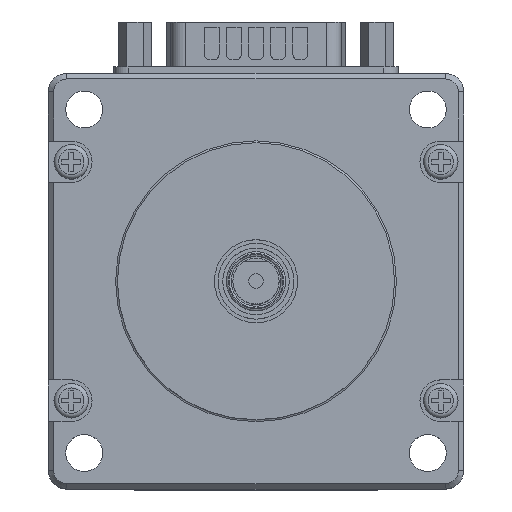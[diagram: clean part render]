
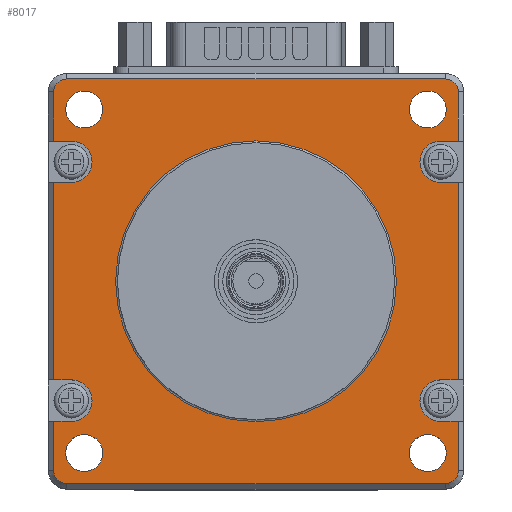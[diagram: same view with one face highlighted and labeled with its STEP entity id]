
A CAD part, top view. The second image highlights one B-rep face of the part: STEP entity #8017.
In plain terms, the highlighted planar face has unit normal (0, 0, 1).
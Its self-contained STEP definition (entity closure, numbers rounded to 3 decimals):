
#154=FACE_BOUND('',#1426,.T.);
#155=FACE_BOUND('',#1427,.T.);
#156=FACE_BOUND('',#1428,.T.);
#157=FACE_BOUND('',#1429,.T.);
#158=FACE_BOUND('',#1430,.T.);
#441=PLANE('',#8851);
#909=FACE_OUTER_BOUND('',#1425,.T.);
#1425=EDGE_LOOP('',(#7239,#7240,#7241,#7242,#7243,#7244,#7245,#7246,#7247,
#7248,#7249,#7250,#7251,#7252,#7253,#7254,#7255,#7256,#7257,#7258,#7259,
#7260,#7261,#7262));
#1426=EDGE_LOOP('',(#7263));
#1427=EDGE_LOOP('',(#7264));
#1428=EDGE_LOOP('',(#7265));
#1429=EDGE_LOOP('',(#7266));
#1430=EDGE_LOOP('',(#7267));
#2215=LINE('',#13507,#3002);
#2216=LINE('',#13509,#3003);
#2217=LINE('',#13513,#3004);
#2218=LINE('',#13517,#3005);
#2219=LINE('',#13519,#3006);
#2220=LINE('',#13523,#3007);
#2221=LINE('',#13525,#3008);
#2222=LINE('',#13527,#3009);
#2223=LINE('',#13531,#3010);
#2224=LINE('',#13533,#3011);
#2225=LINE('',#13537,#3012);
#2226=LINE('',#13541,#3013);
#2227=LINE('',#13542,#3014);
#2228=LINE('',#13544,#3015);
#2229=LINE('',#13546,#3016);
#2230=LINE('',#13547,#3017);
#3002=VECTOR('',#11158,1000.);
#3003=VECTOR('',#11159,1000.);
#3004=VECTOR('',#11162,1000.);
#3005=VECTOR('',#11165,1000.);
#3006=VECTOR('',#11166,1000.);
#3007=VECTOR('',#11169,1000.);
#3008=VECTOR('',#11170,1000.);
#3009=VECTOR('',#11171,1000.);
#3010=VECTOR('',#11174,1000.);
#3011=VECTOR('',#11175,1000.);
#3012=VECTOR('',#11178,1000.);
#3013=VECTOR('',#11181,1000.);
#3014=VECTOR('',#11182,1000.);
#3015=VECTOR('',#11183,1000.);
#3016=VECTOR('',#11184,1000.);
#3017=VECTOR('',#11185,1000.);
#3275=CIRCLE('',#8716,2.858);
#3277=CIRCLE('',#8719,2.858);
#3283=CIRCLE('',#8727,19.304);
#3285=CIRCLE('',#8731,2.54);
#3287=CIRCLE('',#8734,2.54);
#3289=CIRCLE('',#8737,2.54);
#3291=CIRCLE('',#8740,2.54);
#3353=CIRCLE('',#8852,1.778);
#3354=CIRCLE('',#8853,1.778);
#3355=CIRCLE('',#8854,2.858);
#3356=CIRCLE('',#8855,2.858);
#3357=CIRCLE('',#8856,1.778);
#3358=CIRCLE('',#8857,1.778);
#3945=VERTEX_POINT('',#13144);
#3946=VERTEX_POINT('',#13146);
#3949=VERTEX_POINT('',#13153);
#3950=VERTEX_POINT('',#13155);
#3955=VERTEX_POINT('',#13169);
#3957=VERTEX_POINT('',#13177);
#3959=VERTEX_POINT('',#13183);
#3961=VERTEX_POINT('',#13189);
#3963=VERTEX_POINT('',#13195);
#4069=VERTEX_POINT('',#13506);
#4070=VERTEX_POINT('',#13508);
#4071=VERTEX_POINT('',#13510);
#4072=VERTEX_POINT('',#13512);
#4073=VERTEX_POINT('',#13514);
#4074=VERTEX_POINT('',#13516);
#4075=VERTEX_POINT('',#13518);
#4076=VERTEX_POINT('',#13520);
#4077=VERTEX_POINT('',#13522);
#4078=VERTEX_POINT('',#13524);
#4079=VERTEX_POINT('',#13526);
#4080=VERTEX_POINT('',#13528);
#4081=VERTEX_POINT('',#13530);
#4082=VERTEX_POINT('',#13532);
#4083=VERTEX_POINT('',#13534);
#4084=VERTEX_POINT('',#13536);
#4085=VERTEX_POINT('',#13538);
#4086=VERTEX_POINT('',#13540);
#4087=VERTEX_POINT('',#13543);
#4088=VERTEX_POINT('',#13545);
#4968=EDGE_CURVE('',#3946,#3945,#3275,.T.);
#4972=EDGE_CURVE('',#3949,#3950,#3277,.T.);
#4980=EDGE_CURVE('',#3955,#3955,#3283,.T.);
#4983=EDGE_CURVE('',#3957,#3957,#3285,.T.);
#4986=EDGE_CURVE('',#3959,#3959,#3287,.T.);
#4989=EDGE_CURVE('',#3961,#3961,#3289,.T.);
#4992=EDGE_CURVE('',#3963,#3963,#3291,.T.);
#5147=EDGE_CURVE('',#3945,#4069,#2215,.T.);
#5148=EDGE_CURVE('',#4069,#4070,#2216,.T.);
#5149=EDGE_CURVE('',#4070,#4071,#3353,.T.);
#5150=EDGE_CURVE('',#4071,#4072,#2217,.T.);
#5151=EDGE_CURVE('',#4072,#4073,#3354,.T.);
#5152=EDGE_CURVE('',#4073,#4074,#2218,.T.);
#5153=EDGE_CURVE('',#4075,#4074,#2219,.T.);
#5154=EDGE_CURVE('',#4076,#4075,#3355,.T.);
#5155=EDGE_CURVE('',#4077,#4076,#2220,.T.);
#5156=EDGE_CURVE('',#4077,#4078,#2221,.T.);
#5157=EDGE_CURVE('',#4078,#4079,#2222,.T.);
#5158=EDGE_CURVE('',#4079,#4080,#3356,.T.);
#5159=EDGE_CURVE('',#4080,#4081,#2223,.T.);
#5160=EDGE_CURVE('',#4081,#4082,#2224,.T.);
#5161=EDGE_CURVE('',#4082,#4083,#3357,.T.);
#5162=EDGE_CURVE('',#4083,#4084,#2225,.T.);
#5163=EDGE_CURVE('',#4084,#4085,#3358,.T.);
#5164=EDGE_CURVE('',#4085,#4086,#2226,.T.);
#5165=EDGE_CURVE('',#3950,#4086,#2227,.T.);
#5166=EDGE_CURVE('',#4087,#3949,#2228,.T.);
#5167=EDGE_CURVE('',#4087,#4088,#2229,.T.);
#5168=EDGE_CURVE('',#4088,#3946,#2230,.T.);
#7239=ORIENTED_EDGE('',*,*,#4968,.T.);
#7240=ORIENTED_EDGE('',*,*,#5147,.T.);
#7241=ORIENTED_EDGE('',*,*,#5148,.T.);
#7242=ORIENTED_EDGE('',*,*,#5149,.T.);
#7243=ORIENTED_EDGE('',*,*,#5150,.T.);
#7244=ORIENTED_EDGE('',*,*,#5151,.T.);
#7245=ORIENTED_EDGE('',*,*,#5152,.T.);
#7246=ORIENTED_EDGE('',*,*,#5153,.F.);
#7247=ORIENTED_EDGE('',*,*,#5154,.F.);
#7248=ORIENTED_EDGE('',*,*,#5155,.F.);
#7249=ORIENTED_EDGE('',*,*,#5156,.T.);
#7250=ORIENTED_EDGE('',*,*,#5157,.T.);
#7251=ORIENTED_EDGE('',*,*,#5158,.T.);
#7252=ORIENTED_EDGE('',*,*,#5159,.T.);
#7253=ORIENTED_EDGE('',*,*,#5160,.T.);
#7254=ORIENTED_EDGE('',*,*,#5161,.T.);
#7255=ORIENTED_EDGE('',*,*,#5162,.T.);
#7256=ORIENTED_EDGE('',*,*,#5163,.T.);
#7257=ORIENTED_EDGE('',*,*,#5164,.T.);
#7258=ORIENTED_EDGE('',*,*,#5165,.F.);
#7259=ORIENTED_EDGE('',*,*,#4972,.F.);
#7260=ORIENTED_EDGE('',*,*,#5166,.F.);
#7261=ORIENTED_EDGE('',*,*,#5167,.T.);
#7262=ORIENTED_EDGE('',*,*,#5168,.T.);
#7263=ORIENTED_EDGE('',*,*,#4980,.T.);
#7264=ORIENTED_EDGE('',*,*,#4983,.F.);
#7265=ORIENTED_EDGE('',*,*,#4989,.F.);
#7266=ORIENTED_EDGE('',*,*,#4992,.F.);
#7267=ORIENTED_EDGE('',*,*,#4986,.F.);
#8017=ADVANCED_FACE('',(#909,#154,#155,#156,#157,#158),#441,.T.);
#8716=AXIS2_PLACEMENT_3D('',#13147,#10785,#10786);
#8719=AXIS2_PLACEMENT_3D('',#13156,#10793,#10794);
#8727=AXIS2_PLACEMENT_3D('',#13171,#10811,#10812);
#8731=AXIS2_PLACEMENT_3D('',#13178,#10820,#10821);
#8734=AXIS2_PLACEMENT_3D('',#13184,#10827,#10828);
#8737=AXIS2_PLACEMENT_3D('',#13190,#10834,#10835);
#8740=AXIS2_PLACEMENT_3D('',#13196,#10841,#10842);
#8851=AXIS2_PLACEMENT_3D('',#13505,#11156,#11157);
#8852=AXIS2_PLACEMENT_3D('',#13511,#11160,#11161);
#8853=AXIS2_PLACEMENT_3D('',#13515,#11163,#11164);
#8854=AXIS2_PLACEMENT_3D('',#13521,#11167,#11168);
#8855=AXIS2_PLACEMENT_3D('',#13529,#11172,#11173);
#8856=AXIS2_PLACEMENT_3D('',#13535,#11176,#11177);
#8857=AXIS2_PLACEMENT_3D('',#13539,#11179,#11180);
#10785=DIRECTION('center_axis',(0.,0.,-1.));
#10786=DIRECTION('ref_axis',(1.,0.,0.));
#10793=DIRECTION('center_axis',(0.,0.,1.));
#10794=DIRECTION('ref_axis',(1.,0.,0.));
#10811=DIRECTION('center_axis',(0.,0.,-1.));
#10812=DIRECTION('ref_axis',(1.,0.,0.));
#10820=DIRECTION('center_axis',(0.,0.,1.));
#10821=DIRECTION('ref_axis',(1.,0.,0.));
#10827=DIRECTION('center_axis',(0.,0.,1.));
#10828=DIRECTION('ref_axis',(1.,0.,0.));
#10834=DIRECTION('center_axis',(0.,0.,1.));
#10835=DIRECTION('ref_axis',(1.,0.,0.));
#10841=DIRECTION('center_axis',(0.,0.,1.));
#10842=DIRECTION('ref_axis',(1.,0.,0.));
#11156=DIRECTION('center_axis',(0.,0.,1.));
#11157=DIRECTION('ref_axis',(1.,0.,0.));
#11158=DIRECTION('',(-1.,0.,0.));
#11159=DIRECTION('',(0.,-1.,0.));
#11160=DIRECTION('center_axis',(0.,0.,1.));
#11161=DIRECTION('ref_axis',(1.,0.,0.));
#11162=DIRECTION('',(1.,0.,0.));
#11163=DIRECTION('center_axis',(0.,0.,1.));
#11164=DIRECTION('ref_axis',(1.,0.,0.));
#11165=DIRECTION('',(0.,1.,0.));
#11166=DIRECTION('',(1.,0.,0.));
#11167=DIRECTION('center_axis',(0.,0.,1.));
#11168=DIRECTION('ref_axis',(-1.,0.,0.));
#11169=DIRECTION('',(-1.,0.,0.));
#11170=DIRECTION('',(0.,1.,0.));
#11171=DIRECTION('',(-1.,0.,0.));
#11172=DIRECTION('center_axis',(0.,0.,-1.));
#11173=DIRECTION('ref_axis',(-1.,0.,0.));
#11174=DIRECTION('',(1.,0.,0.));
#11175=DIRECTION('',(0.,1.,0.));
#11176=DIRECTION('center_axis',(0.,0.,1.));
#11177=DIRECTION('ref_axis',(1.,0.,0.));
#11178=DIRECTION('',(-1.,0.,0.));
#11179=DIRECTION('center_axis',(0.,0.,1.));
#11180=DIRECTION('ref_axis',(1.,0.,0.));
#11181=DIRECTION('',(0.,-1.,0.));
#11182=DIRECTION('',(-1.,0.,0.));
#11183=DIRECTION('',(1.,0.,0.));
#11184=DIRECTION('',(0.,-1.,0.));
#11185=DIRECTION('',(1.,0.,0.));
#13144=CARTESIAN_POINT('',(-25.4,-19.279,5.08));
#13146=CARTESIAN_POINT('',(-25.4,-13.564,5.08));
#13147=CARTESIAN_POINT('Origin',(-25.4,-16.421,5.08));
#13153=CARTESIAN_POINT('',(-25.4,13.564,5.08));
#13155=CARTESIAN_POINT('',(-25.4,19.279,5.08));
#13156=CARTESIAN_POINT('Origin',(-25.4,16.421,5.08));
#13169=CARTESIAN_POINT('',(-19.304,0.,5.08));
#13171=CARTESIAN_POINT('Origin',(0.,0.,5.08));
#13177=CARTESIAN_POINT('',(26.162,-23.622,5.08));
#13178=CARTESIAN_POINT('Origin',(23.622,-23.622,5.08));
#13183=CARTESIAN_POINT('',(26.162,23.622,5.08));
#13184=CARTESIAN_POINT('Origin',(23.622,23.622,5.08));
#13189=CARTESIAN_POINT('',(-21.082,23.622,5.08));
#13190=CARTESIAN_POINT('Origin',(-23.622,23.622,5.08));
#13195=CARTESIAN_POINT('',(-21.082,-23.622,5.08));
#13196=CARTESIAN_POINT('Origin',(-23.622,-23.622,5.08));
#13505=CARTESIAN_POINT('Origin',(0.,0.,5.08));
#13506=CARTESIAN_POINT('',(-27.813,-19.279,5.08));
#13507=CARTESIAN_POINT('',(-25.4,-19.279,5.08));
#13508=CARTESIAN_POINT('',(-27.813,-26.035,5.08));
#13509=CARTESIAN_POINT('',(-27.813,-26.035,5.08));
#13510=CARTESIAN_POINT('',(-26.035,-27.813,5.08));
#13511=CARTESIAN_POINT('Origin',(-26.035,-26.035,5.08));
#13512=CARTESIAN_POINT('',(26.035,-27.813,5.08));
#13513=CARTESIAN_POINT('',(26.035,-27.813,5.08));
#13514=CARTESIAN_POINT('',(27.813,-26.035,5.08));
#13515=CARTESIAN_POINT('Origin',(26.035,-26.035,5.08));
#13516=CARTESIAN_POINT('',(27.813,-19.279,5.08));
#13517=CARTESIAN_POINT('',(27.813,26.035,5.08));
#13518=CARTESIAN_POINT('',(25.4,-19.279,5.08));
#13519=CARTESIAN_POINT('',(25.4,-19.279,5.08));
#13520=CARTESIAN_POINT('',(25.4,-13.564,5.08));
#13521=CARTESIAN_POINT('Origin',(25.4,-16.421,5.08));
#13522=CARTESIAN_POINT('',(27.813,-13.564,5.08));
#13523=CARTESIAN_POINT('',(25.4,-13.564,5.08));
#13524=CARTESIAN_POINT('',(27.813,13.564,5.08));
#13525=CARTESIAN_POINT('',(27.813,26.035,5.08));
#13526=CARTESIAN_POINT('',(25.4,13.564,5.08));
#13527=CARTESIAN_POINT('',(25.4,13.564,5.08));
#13528=CARTESIAN_POINT('',(25.4,19.279,5.08));
#13529=CARTESIAN_POINT('Origin',(25.4,16.421,5.08));
#13530=CARTESIAN_POINT('',(27.813,19.279,5.08));
#13531=CARTESIAN_POINT('',(25.4,19.279,5.08));
#13532=CARTESIAN_POINT('',(27.813,26.035,5.08));
#13533=CARTESIAN_POINT('',(27.813,26.035,5.08));
#13534=CARTESIAN_POINT('',(26.035,27.813,5.08));
#13535=CARTESIAN_POINT('Origin',(26.035,26.035,5.08));
#13536=CARTESIAN_POINT('',(-26.035,27.813,5.08));
#13537=CARTESIAN_POINT('',(-26.035,27.813,5.08));
#13538=CARTESIAN_POINT('',(-27.813,26.035,5.08));
#13539=CARTESIAN_POINT('Origin',(-26.035,26.035,5.08));
#13540=CARTESIAN_POINT('',(-27.813,19.279,5.08));
#13541=CARTESIAN_POINT('',(-27.813,-26.035,5.08));
#13542=CARTESIAN_POINT('',(-25.4,19.279,5.08));
#13543=CARTESIAN_POINT('',(-27.813,13.564,5.08));
#13544=CARTESIAN_POINT('',(-25.4,13.564,5.08));
#13545=CARTESIAN_POINT('',(-27.813,-13.564,5.08));
#13546=CARTESIAN_POINT('',(-27.813,-26.035,5.08));
#13547=CARTESIAN_POINT('',(-25.4,-13.564,5.08));
